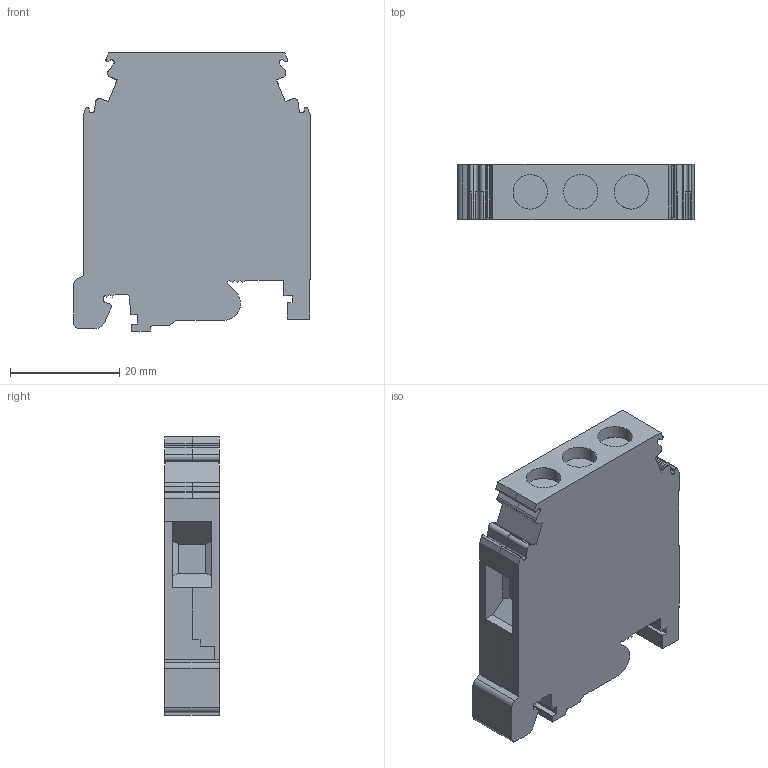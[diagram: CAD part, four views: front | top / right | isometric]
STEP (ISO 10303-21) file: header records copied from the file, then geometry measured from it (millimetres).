
FILE_DESCRIPTION(/* description */ ('Unknown'),/* implementation_level */ '2;1');
FILE_NAME(/* name */ 'ETN10_GNYE_3D_SOLID',/* time_stamp */ '2025-03-16T16:34:58+05:00',/* author */ ('Unknown'),/* organization */ ('Unknown'),/* preprocessor_version */ 'ST-DEVELOPER v16.7',/* originating_system */ 'Solid Edge',/* authorisation */ 'Unknown');
FILE_SCHEMA (('AUTOMOTIVE_DESIGN {1 0 10303 214 3 1 1}'));
Length unit declared in the file: millimetre
Products named in the file (1): ETN10_GNYE_3D_SOLID
Bounding box: 43.26 x 10.05 x 50.9 mm (x, y, z)
Volume: 18405.5 mm3; surface area: 7066.4 mm2
Topology: 2 solids, 2 shells, 237 faces, 682 edges, 453 vertices
Faces by surface type: plane 171, cylinder 53, bspline 6, cone 5, torus 2
Full cylindrical faces by diameter (mm): 3.6 x1, 4 x2
Entity records: 9641 total; most frequent: CARTESIAN_POINT 1769, ORIENTED_EDGE 1338, DIRECTION 1239, EDGE_CURVE 669, LINE 511, VECTOR 511, VERTEX_POINT 447, AXIS2_PLACEMENT_3D 364
